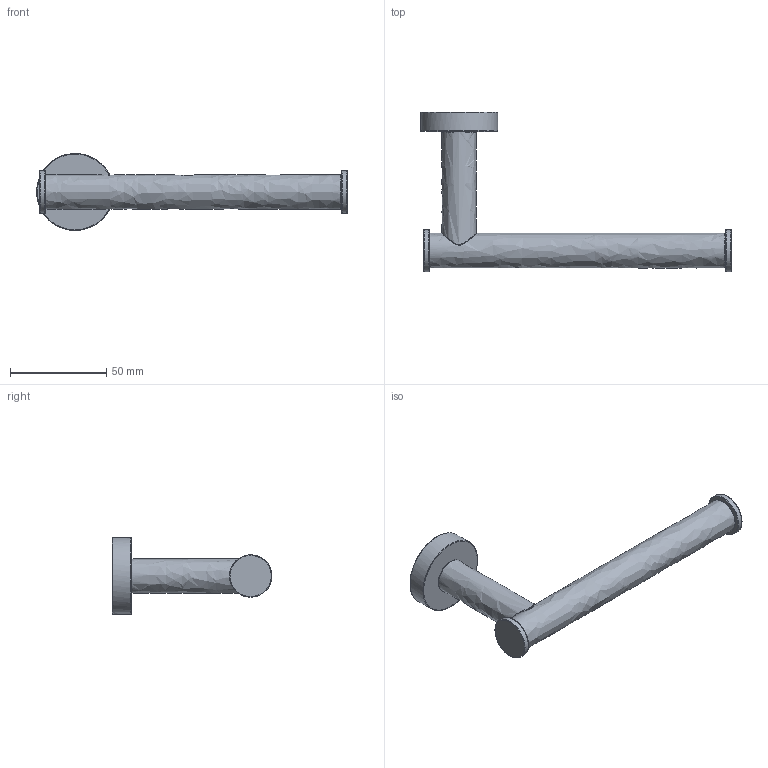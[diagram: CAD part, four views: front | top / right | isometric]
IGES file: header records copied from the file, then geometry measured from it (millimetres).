
Start section: C
Global section: file name: CBA04.igs; native system: By Siemens PLM Incorporated; preprocessor: XPlus GENERIC/IGES 18.0.17; author: Author; organization: Title; date: 20160315.111549; units: millimetre
Bounding box: 161.49 x 83 x 39.98 mm (x, y, z)
Volume: 32714.8 mm3; surface area: 28401.3 mm2
Topology: 6 solids, 6 shells, 55 faces, 121 edges, 77 vertices
Faces by surface type: bspline 55
